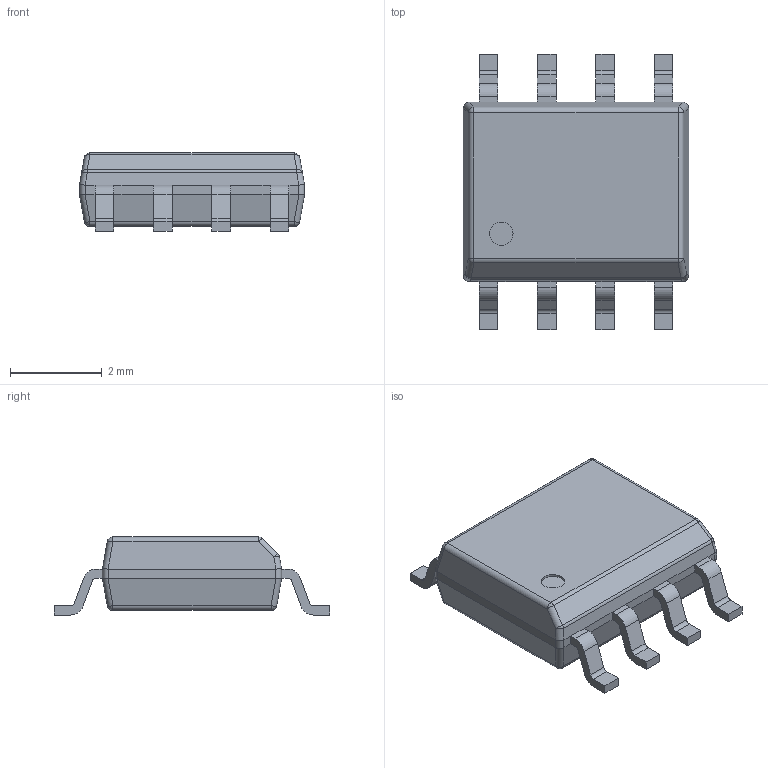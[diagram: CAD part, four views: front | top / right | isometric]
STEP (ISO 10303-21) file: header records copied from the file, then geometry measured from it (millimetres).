
FILE_DESCRIPTION (( 'STEP AP214' ), '1' );
FILE_NAME ('SOIC-8_L4.9-W3.9-H1.7-LS6.0-P1.27.STEP', '2025-12-23T05:58:26', ( '' ), ( '' ), 'SwSTEP 2.0', 'SolidWorks 2021', '' );
FILE_SCHEMA (( 'AUTOMOTIVE_DESIGN' ));
Length unit declared in the file: millimetre
Products named in the file (1): SOIC-8_L4.9-W3.9-H1.7-LS6.0-P1.27
Bounding box: 4.9 x 6 x 1.7 mm (x, y, z)
Volume: 29.7 mm3; surface area: 74.7 mm2
Topology: 1 solids, 1 shells, 163 faces, 418 edges, 258 vertices
Faces by surface type: plane 96, cylinder 57, sphere 10
Entity records: 6681 total; most frequent: CARTESIAN_POINT 912, ORIENTED_EDGE 836, DIRECTION 820, EDGE_CURVE 418, VECTOR 296, LINE 296, AXIS2_PLACEMENT_3D 262, VERTEX_POINT 258
